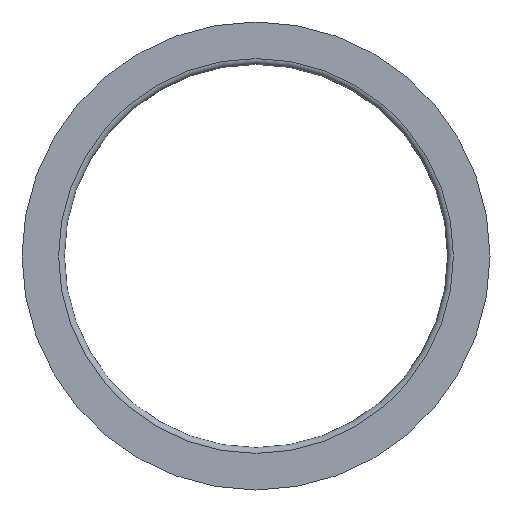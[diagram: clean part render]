
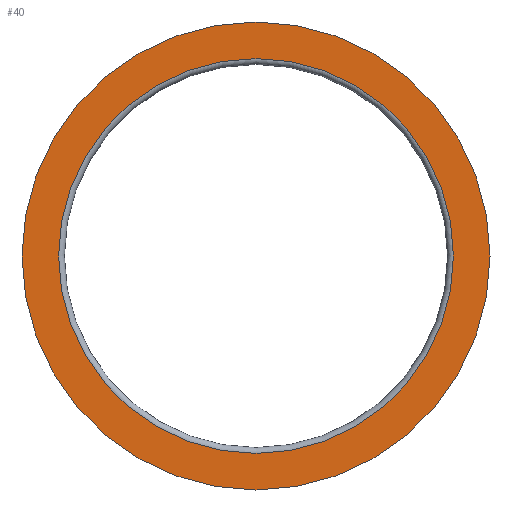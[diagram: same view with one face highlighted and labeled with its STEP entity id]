
A CAD part, left-side view. The second image highlights one B-rep face of the part: STEP entity #40.
In plain terms, the highlighted planar face has unit normal (-1, 0, 0).
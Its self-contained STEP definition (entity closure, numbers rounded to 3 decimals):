
#40 = ADVANCED_FACE( '', ( #81, #82 ), #83, .T. );
#81 = FACE_OUTER_BOUND( '', #120, .T. );
#82 = FACE_BOUND( '', #121, .T. );
#83 = PLANE( '', #122 );
#120 = EDGE_LOOP( '', ( #161 ) );
#121 = EDGE_LOOP( '', ( #162 ) );
#122 = AXIS2_PLACEMENT_3D( '', #163, #164, #165 );
#161 = ORIENTED_EDGE( '', *, *, #195, .T. );
#162 = ORIENTED_EDGE( '', *, *, #185, .T. );
#163 = CARTESIAN_POINT( '', ( -6., 0., 0. ) );
#164 = DIRECTION( '', ( -1., 0., 0. ) );
#165 = DIRECTION( '', ( 0., 0., 1. ) );
#185 = EDGE_CURVE( '', #201, #201, #202, .F. );
#195 = EDGE_CURVE( '', #217, #217, #218, .T. );
#201 = VERTEX_POINT( '', #225 );
#202 = CIRCLE( '', #226, 6.75 );
#217 = VERTEX_POINT( '', #241 );
#218 = CIRCLE( '', #242, 8. );
#225 = CARTESIAN_POINT( '', ( -6., 0., 6.75 ) );
#226 = AXIS2_PLACEMENT_3D( '', #248, #249, #250 );
#241 = CARTESIAN_POINT( '', ( -6., 0., 8. ) );
#242 = AXIS2_PLACEMENT_3D( '', #266, #267, #268 );
#248 = CARTESIAN_POINT( '', ( -6., 0., 0. ) );
#249 = DIRECTION( '', ( -1., 0., 0. ) );
#250 = DIRECTION( '', ( 0., 0., 1. ) );
#266 = CARTESIAN_POINT( '', ( -6., 0., 0. ) );
#267 = DIRECTION( '', ( -1., 0., 0. ) );
#268 = DIRECTION( '', ( 0., 0., 1. ) );
